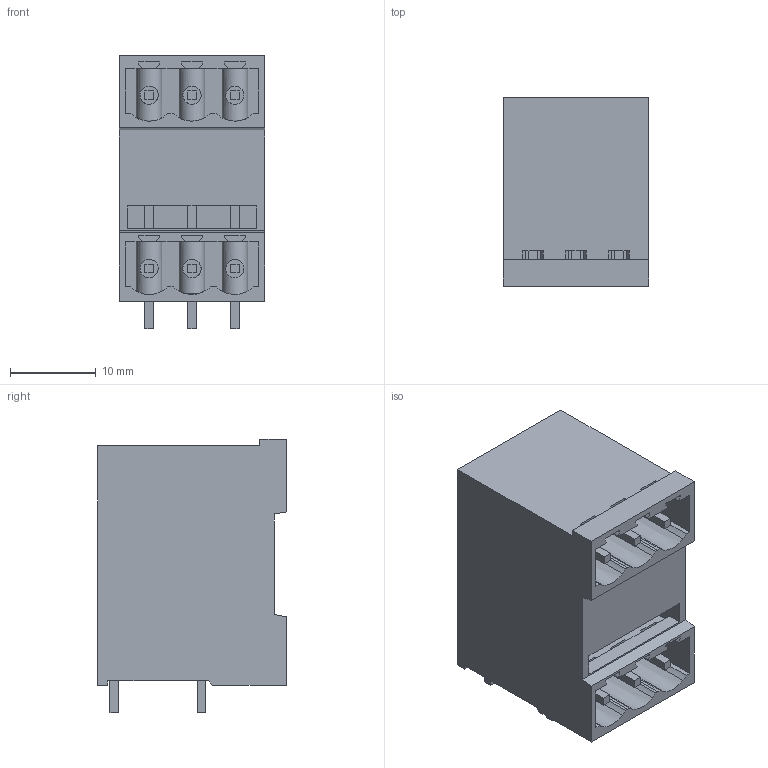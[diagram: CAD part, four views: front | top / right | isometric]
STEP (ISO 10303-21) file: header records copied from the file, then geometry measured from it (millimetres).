
FILE_DESCRIPTION(('CATIA V5R24 STEP','CAx-IF Rec.Pracs.--- Model Styling and Organization---1.4--- 2014-01-23'),'2;1');
FILE_NAME ('D1453473_1_1614360000_1614360000.stp','2021-12-08T07:18:48+00:00',('none'),('Weidmueller'),'CATIA Version 5-6 Release 2016 SP3 HF44','CATIA V5 STEP AP214','none');
FILE_SCHEMA(('AUTOMOTIVE_DESIGN { 1 0 10303 214 1 1 1 1 }'));
Length unit declared in the file: millimetre
Products named in the file (1): 1614360000
Bounding box: 17 x 22 x 31.85 mm (x, y, z)
Volume: 7418.6 mm3; surface area: 6000.9 mm2
Topology: 7 solids, 7 shells, 296 faces, 829 edges, 549 vertices
Faces by surface type: plane 254, cylinder 36, extrusion 6
Entity records: 9501 total; most frequent: CARTESIAN_POINT 2191, ORIENTED_EDGE 1658, DIRECTION 1214, EDGE_CURVE 829, VECTOR 743, LINE 737, VERTEX_POINT 549, EDGE_LOOP 328
